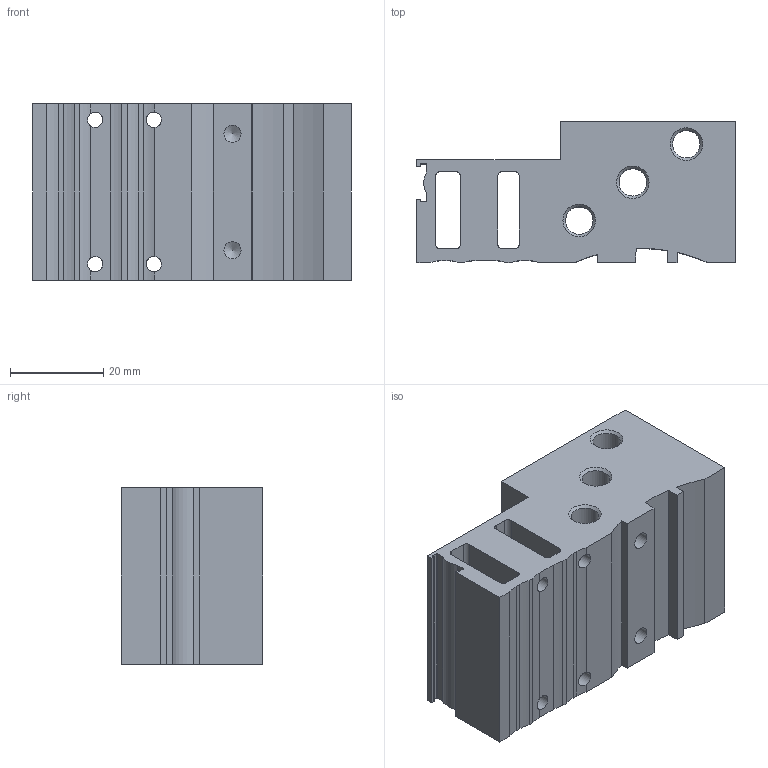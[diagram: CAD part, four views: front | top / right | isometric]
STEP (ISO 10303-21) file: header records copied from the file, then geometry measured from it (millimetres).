
FILE_DESCRIPTION(/* description */ ('STEP AP214'),/* implementation_level */ '2;1');
FILE_NAME(/* name */ '525122_MHP2-PR2-5',/* time_stamp */ '2024-09-06T15:52:33+02:00',/* author */ ('License CC BY-ND 4.0'),/* organization */ ('CADENAS'),/* preprocessor_version */ 'ST-DEVELOPER v19.3',/* originating_system */ 'PARTsolutions',/* authorisation */ ' ');
FILE_SCHEMA (('AUTOMOTIVE_DESIGN {1 0 10303 214 3 1 1}'));
Length unit declared in the file: millimetre
Products named in the file (1): 525122 MHP2-PR2-5
Bounding box: 68.4 x 30.3 x 38 mm (x, y, z)
Volume: 55905.7 mm3; surface area: 18183.1 mm2
Topology: 1 solids, 1 shells, 109 faces, 299 edges, 198 vertices
Faces by surface type: cylinder 49, plane 48, cone 12
Full cylindrical faces by diameter (mm): 2.013 x4, 2.6 x2, 3 x6, 3.3 x4, 3.7 x2, 5.917 x3, 6.25 x4
Entity records: 3330 total; most frequent: CARTESIAN_POINT 624, DIRECTION 560, ORIENTED_EDGE 496, EDGE_CURVE 248, AXIS2_PLACEMENT_3D 212, VERTEX_POINT 186, FACE_BOUND 184, EDGE_LOOP 182
